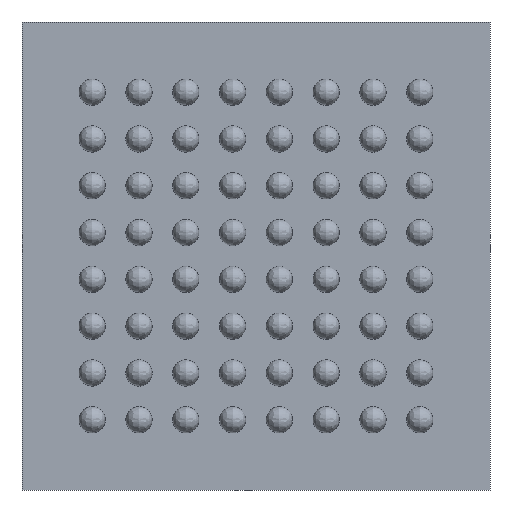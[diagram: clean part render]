
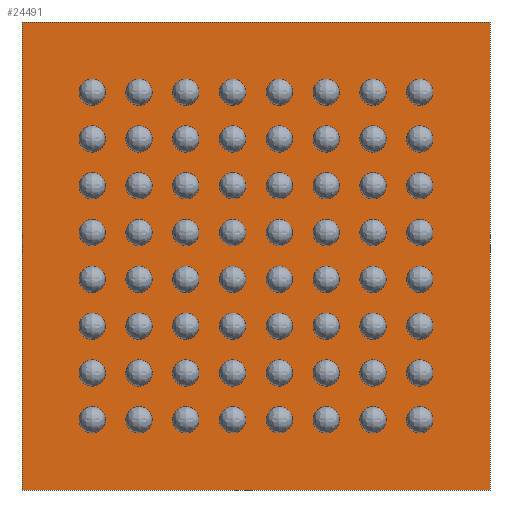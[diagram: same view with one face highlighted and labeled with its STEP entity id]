
A CAD part, front view. The second image highlights one B-rep face of the part: STEP entity #24491.
In plain terms, the highlighted planar face has unit normal (0, -1, 0).
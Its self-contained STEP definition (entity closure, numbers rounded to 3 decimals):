
#1158 = VECTOR ( 'NONE', #22378, 1000. ) ;
#1733 = ORIENTED_EDGE ( 'NONE', *, *, #17179, .F. ) ;
#3614 = CARTESIAN_POINT ( 'NONE',  ( 4., 0., -4. ) ) ;
#3950 = DIRECTION ( 'NONE',  ( 0., 0., 1. ) ) ;
#4426 = DIRECTION ( 'NONE',  ( 1., 0., 0. ) ) ;
#5863 = ORIENTED_EDGE ( 'NONE', *, *, #15134, .F. ) ;
#7226 = EDGE_LOOP ( 'NONE', ( #7880, #22396, #5863, #1733 ) ) ;
#7880 = ORIENTED_EDGE ( 'NONE', *, *, #14710, .F. ) ;
#8265 = AXIS2_PLACEMENT_3D ( 'NONE', #15891, #12844, #3950 ) ;
#9189 = VECTOR ( 'NONE', #29648, 1000. ) ;
#9244 = LINE ( 'NONE', #30002, #19742 ) ;
#10083 = PLANE ( 'NONE',  #8265 ) ;
#10394 = CARTESIAN_POINT ( 'NONE',  ( -4., 0., 4. ) ) ;
#11346 = LINE ( 'NONE', #18083, #24503 ) ;
#11578 = DIRECTION ( 'NONE',  ( 0., 0., -1. ) ) ;
#12703 = FACE_OUTER_BOUND ( 'NONE', #7226, .T. ) ;
#12844 = DIRECTION ( 'NONE',  ( 0., 1., 0. ) ) ;
#13623 = VERTEX_POINT ( 'NONE', #10394 ) ;
#14414 = VERTEX_POINT ( 'NONE', #21468 ) ;
#14710 = EDGE_CURVE ( 'NONE', #25097, #14414, #29349, .T. ) ;
#15134 = EDGE_CURVE ( 'NONE', #13623, #20853, #11346, .T. ) ;
#15891 = CARTESIAN_POINT ( 'NONE',  ( 0., 0., 0. ) ) ;
#17151 = EDGE_CURVE ( 'NONE', #20853, #25097, #9244, .T. ) ;
#17179 = EDGE_CURVE ( 'NONE', #14414, #13623, #25712, .T. ) ;
#18083 = CARTESIAN_POINT ( 'NONE',  ( 0., 0., 4. ) ) ;
#19742 = VECTOR ( 'NONE', #11578, 1000. ) ;
#19925 = CARTESIAN_POINT ( 'NONE',  ( -4., 0., 0. ) ) ;
#20853 = VERTEX_POINT ( 'NONE', #21999 ) ;
#21468 = CARTESIAN_POINT ( 'NONE',  ( -4., 0., -4. ) ) ;
#21999 = CARTESIAN_POINT ( 'NONE',  ( 4., 0., 4. ) ) ;
#22378 = DIRECTION ( 'NONE',  ( 0., 0., 1. ) ) ;
#22396 = ORIENTED_EDGE ( 'NONE', *, *, #17151, .F. ) ;
#24292 = CARTESIAN_POINT ( 'NONE',  ( 0., 0., -4. ) ) ;
#24491 = ADVANCED_FACE ( 'NONE', ( #12703 ), #10083, .F. ) ;
#24503 = VECTOR ( 'NONE', #4426, 1000. ) ;
#25097 = VERTEX_POINT ( 'NONE', #3614 ) ;
#25712 = LINE ( 'NONE', #19925, #1158 ) ;
#29349 = LINE ( 'NONE', #24292, #9189 ) ;
#29648 = DIRECTION ( 'NONE',  ( -1., 0., 0. ) ) ;
#30002 = CARTESIAN_POINT ( 'NONE',  ( 4., 0., 0. ) ) ;
